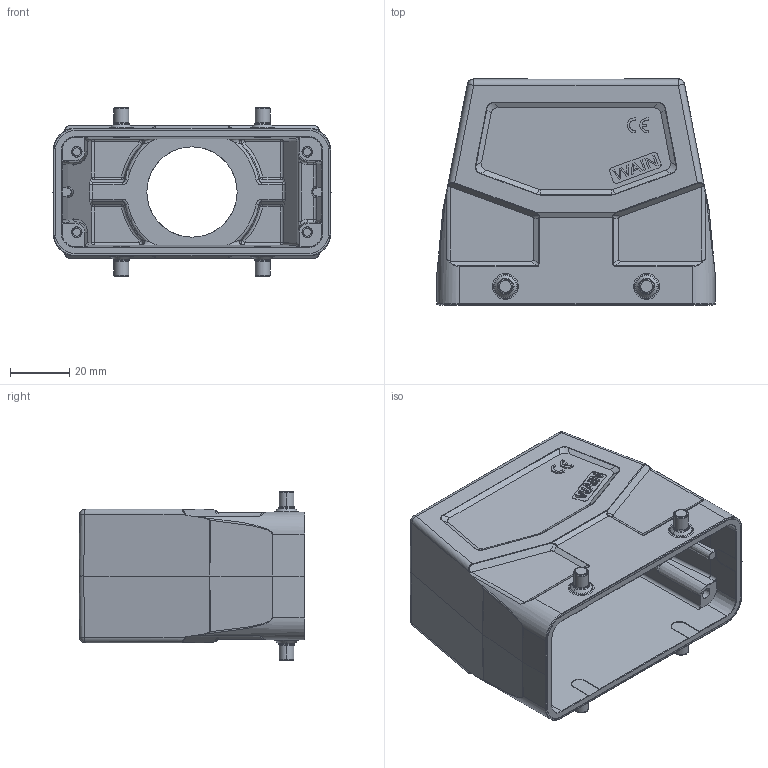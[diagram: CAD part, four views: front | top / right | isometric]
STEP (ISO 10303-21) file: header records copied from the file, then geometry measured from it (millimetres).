
FILE_DESCRIPTION((''),'2;1');
FILE_NAME('3D_1112164305007_EMC_W16B-TEH-4','2024-01-25T',('13034'),(''),'PRO/ENGINEER BY PARAMETRIC TECHNOLOGY CORPORATION, 2012480','PRO/ENGINEER BY PARAMETRIC TECHNOLOGY CORPORATION, 2012480','');
FILE_SCHEMA(('CONFIG_CONTROL_DESIGN'));
Length unit declared in the file: millimetre
Products named in the file (1): 3D_1112164305007_EMC_W16B-TEH-4
Bounding box: 93.5 x 76 x 57 mm (x, y, z)
Volume: 78980.7 mm3; surface area: 42235.7 mm2
Topology: 1 solids, 1 shells, 634 faces, 1642 edges, 1013 vertices
Faces by surface type: plane 218, cylinder 188, torus 72, bspline 70, cone 38, sphere 28, extrusion 20
Entity records: 22474 total; most frequent: CARTESIAN_POINT 7721, ORIENTED_EDGE 3232, DIRECTION 2849, EDGE_CURVE 1616, AXIS2_PLACEMENT_3D 1030, VERTEX_POINT 1013, VECTOR 789, LINE 769
